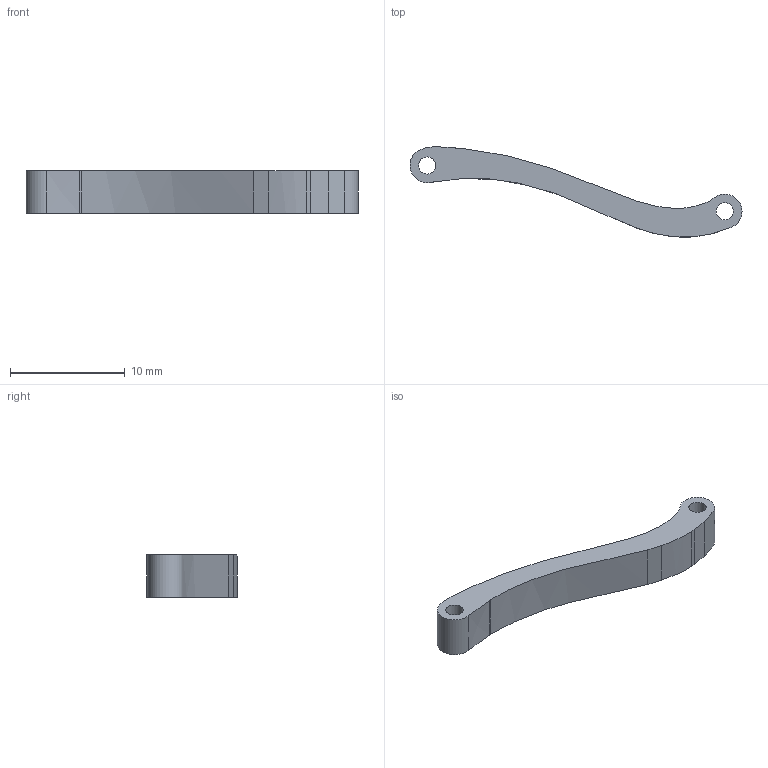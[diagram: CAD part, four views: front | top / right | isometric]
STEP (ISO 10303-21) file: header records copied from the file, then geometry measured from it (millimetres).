
FILE_DESCRIPTION(/* description */ (''),/* implementation_level */ '2;1');
FILE_NAME(/* name */ 'littlelinkage v3.stp',/* time_stamp */ '2022-06-18T23:05:05+02:00',/* author */ (''),/* organization */ (''),/* preprocessor_version */ 'ST-DEVELOPER v19',/* originating_system */ 'Autodesk Translation Framework v11.7.0.108',/* authorisation */ '');
FILE_SCHEMA (('AUTOMOTIVE_DESIGN { 1 0 10303 214 3 1 1 }'));
Length unit declared in the file: millimetre
Products named in the file (1): little_linkage
Bounding box: 28.94 x 7.86 x 3.7 mm (x, y, z)
Volume: 244.8 mm3; surface area: 401.7 mm2
Topology: 1 solids, 1 shells, 22 faces, 60 edges, 40 vertices
Faces by surface type: bspline 16, cylinder 4, plane 2
Full cylindrical faces by diameter (mm): 1.5 x2
Entity records: 1298 total; most frequent: CARTESIAN_POINT 825, ORIENTED_EDGE 120, EDGE_CURVE 60, DIRECTION 50, VERTEX_POINT 40, EDGE_LOOP 26, FACE_OUTER_BOUND 22, ADVANCED_FACE 22
